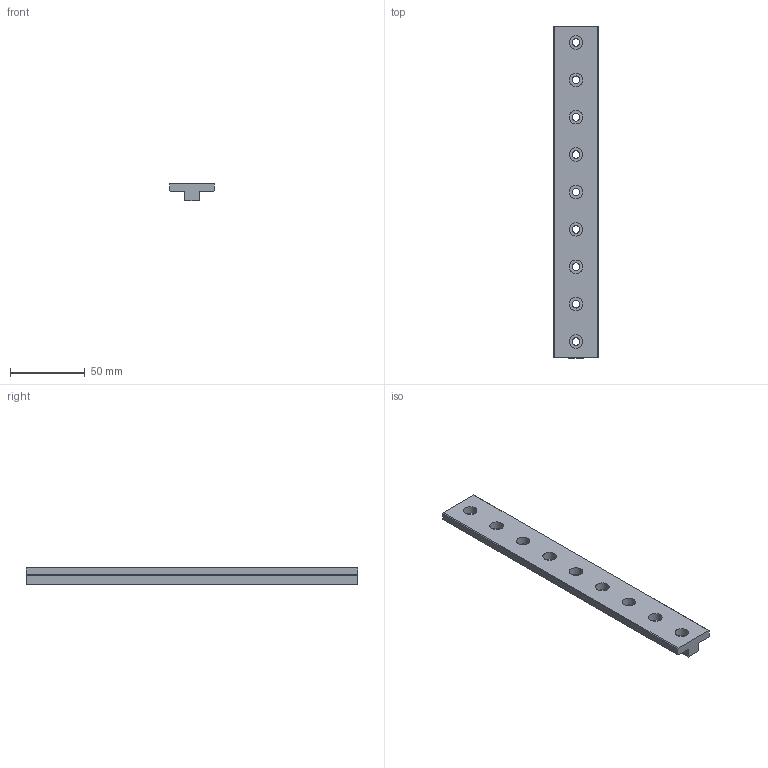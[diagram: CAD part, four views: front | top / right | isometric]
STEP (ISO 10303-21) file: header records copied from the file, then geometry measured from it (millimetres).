
FILE_DESCRIPTION( ( 'Unknown' ), '1' );
FILE_NAME( '560939V.stp', 'Unknown', ( 'Unknown' ), ( 'Unknown' ), 'PSStep 10.1', 'Unknown', ' ' );
FILE_SCHEMA( ( 'AUTOMOTIVE_DESIGN { 1 0 10303 214 1 1 1 1 }' ) );
Length unit declared in the file: millimetre
Products named in the file (1): 1
Bounding box: 29.9 x 222 x 12 mm (x, y, z)
Volume: 46735.2 mm3; surface area: 20777.1 mm2
Topology: 1 solids, 1 shells, 41 faces, 90 edges, 60 vertices
Faces by surface type: plane 23, cylinder 18
Full cylindrical faces by diameter (mm): 5.2 x9, 9 x9
Entity records: 1430 total; most frequent: DIRECTION 192, CARTESIAN_POINT 174, ORIENTED_EDGE 144, EDGE_LOOP 86, AXIS2_PLACEMENT_3D 78, EDGE_CURVE 72, VERTEX_POINT 60, FACE_OUTER_BOUND 59
